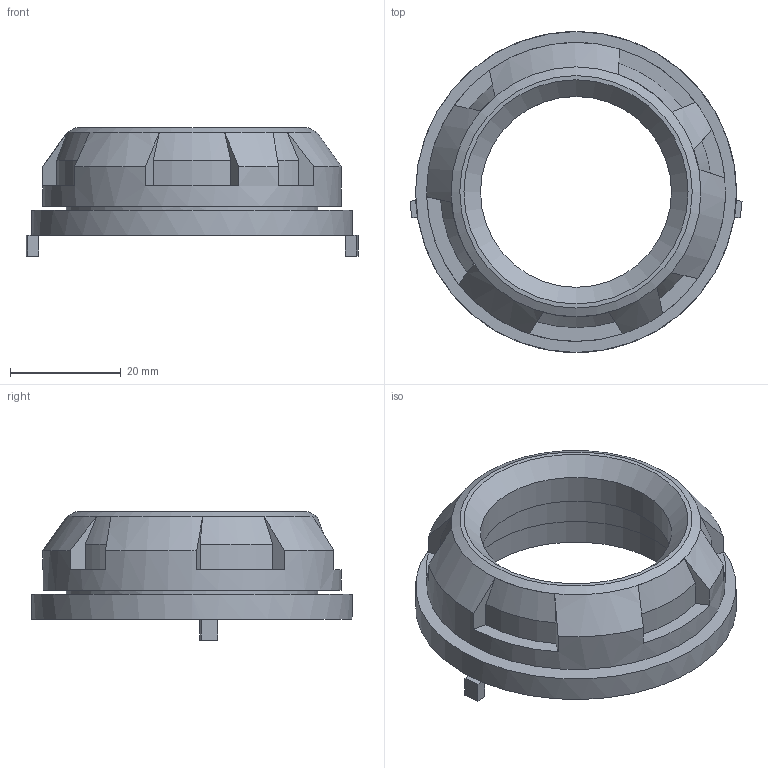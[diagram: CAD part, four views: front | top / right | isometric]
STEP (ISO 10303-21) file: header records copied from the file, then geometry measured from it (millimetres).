
FILE_DESCRIPTION(/* description */ (''),/* implementation_level */ '2;1');
FILE_NAME(/* name */ 'encoder.step',/* time_stamp */ '2025-04-01T00:48:47+09:00',/* author */ (''),/* organization */ (''),/* preprocessor_version */ 'ST-DEVELOPER v20.1',/* originating_system */ 'Autodesk Translation Framework v14.4.0.0',/* authorisation */ '');
FILE_SCHEMA (('AUTOMOTIVE_DESIGN { 1 0 10303 214 3 1 1 }'));
Length unit declared in the file: millimetre
Products named in the file (1): Akira_board
Bounding box: 59.98 x 58 x 23.2 mm (x, y, z)
Volume: 18651.1 mm3; surface area: 12823.7 mm2
Topology: 3 solids, 3 shells, 91 faces, 258 edges, 174 vertices
Faces by surface type: plane 64, cylinder 18, cone 9
Full cylindrical faces by diameter (mm): 2.2 x1, 34.5 x1, 40.6 x2, 45.5 x1, 54 x1, 58 x1
Entity records: 3032 total; most frequent: CARTESIAN_POINT 631, ORIENTED_EDGE 516, DIRECTION 470, EDGE_CURVE 258, VERTEX_POINT 174, AXIS2_PLACEMENT_3D 159, LINE 152, VECTOR 152
